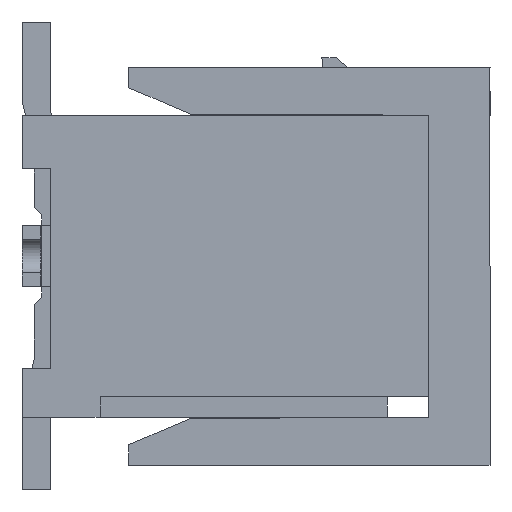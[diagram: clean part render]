
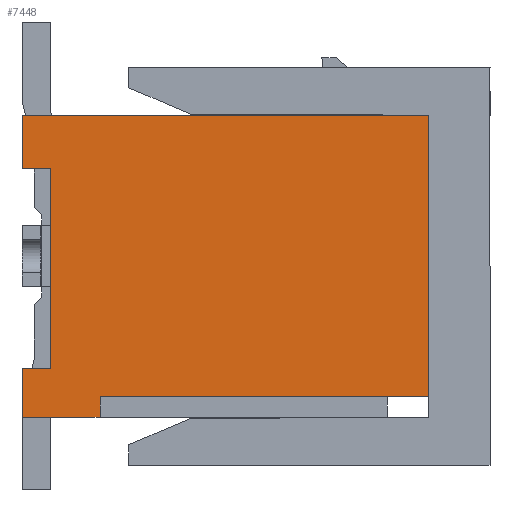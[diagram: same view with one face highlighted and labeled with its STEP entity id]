
A CAD part, left-side view. The second image highlights one B-rep face of the part: STEP entity #7448.
In plain terms, the highlighted planar face has unit normal (-1, 0, 0).
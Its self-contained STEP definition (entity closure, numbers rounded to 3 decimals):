
#873=ORIENTED_EDGE('',*,*,#2860,.F.);
#874=ORIENTED_EDGE('',*,*,#2858,.F.);
#875=ORIENTED_EDGE('',*,*,#2954,.F.);
#876=ORIENTED_EDGE('',*,*,#2955,.F.);
#877=ORIENTED_EDGE('',*,*,#2943,.T.);
#878=ORIENTED_EDGE('',*,*,#2452,.T.);
#879=ORIENTED_EDGE('',*,*,#2956,.T.);
#880=ORIENTED_EDGE('',*,*,#2818,.F.);
#881=ORIENTED_EDGE('',*,*,#2822,.F.);
#882=ORIENTED_EDGE('',*,*,#2759,.F.);
#2452=EDGE_CURVE('',#3542,#3541,#4265,.T.);
#2759=EDGE_CURVE('',#3818,#3819,#4552,.T.);
#2818=EDGE_CURVE('',#3872,#3873,#4611,.T.);
#2822=EDGE_CURVE('',#3819,#3872,#4615,.T.);
#2858=EDGE_CURVE('',#3896,#3890,#4651,.T.);
#2860=EDGE_CURVE('',#3890,#3818,#4652,.T.);
#2943=EDGE_CURVE('',#3957,#3542,#4735,.T.);
#2954=EDGE_CURVE('',#3962,#3896,#4746,.T.);
#2955=EDGE_CURVE('',#3957,#3962,#4747,.T.);
#2956=EDGE_CURVE('',#3541,#3873,#4748,.T.);
#3541=VERTEX_POINT('',#10348);
#3542=VERTEX_POINT('',#10350);
#3818=VERTEX_POINT('',#10978);
#3819=VERTEX_POINT('',#10980);
#3872=VERTEX_POINT('',#11098);
#3873=VERTEX_POINT('',#11100);
#3890=VERTEX_POINT('',#11156);
#3896=VERTEX_POINT('',#11168);
#3957=VERTEX_POINT('',#11323);
#3962=VERTEX_POINT('',#11341);
#4265=LINE('',#10349,#5298);
#4552=LINE('',#10979,#5585);
#4611=LINE('',#11099,#5644);
#4615=LINE('',#11106,#5648);
#4651=LINE('',#11169,#5684);
#4652=LINE('',#11172,#5685);
#4735=LINE('',#11322,#5768);
#4746=LINE('',#11342,#5779);
#4747=LINE('',#11344,#5780);
#4748=LINE('',#11345,#5781);
#5298=VECTOR('',#8350,1000.);
#5585=VECTOR('',#8769,1000.);
#5644=VECTOR('',#8842,1000.);
#5648=VECTOR('',#8848,1000.);
#5684=VECTOR('',#8894,1000.);
#5685=VECTOR('',#8899,1000.);
#5768=VECTOR('',#8996,1000.);
#5779=VECTOR('',#9013,1000.);
#5780=VECTOR('',#9016,1000.);
#5781=VECTOR('',#9017,1000.);
#6343=EDGE_LOOP('',(#873,#874,#875,#876,#877,#878,#879,#880,#881,#882));
#6740=FACE_BOUND('',#6343,.T.);
#7109=PLANE('',#7886);
#7448=ADVANCED_FACE('',(#6740),#7109,.T.);
#7886=AXIS2_PLACEMENT_3D('',#11343,#9014,#9015);
#8350=DIRECTION('',(0.,0.,1.));
#8769=DIRECTION('',(0.,0.,1.));
#8842=DIRECTION('',(0.,0.,1.));
#8848=DIRECTION('',(0.,1.,0.));
#8894=DIRECTION('',(0.,0.,1.));
#8899=DIRECTION('',(0.,-1.,0.));
#8996=DIRECTION('',(0.,-1.,0.));
#9013=DIRECTION('',(0.,1.,0.));
#9014=DIRECTION('',(-1.,0.,0.));
#9015=DIRECTION('',(0.,0.,1.));
#9016=DIRECTION('',(0.,0.,-1.));
#9017=DIRECTION('',(0.,1.,0.));
#10348=CARTESIAN_POINT('',(-10.85,-4.95,3.68));
#10349=CARTESIAN_POINT('',(-10.85,-4.95,-3.68));
#10350=CARTESIAN_POINT('',(-10.85,-4.95,-3.18));
#10978=CARTESIAN_POINT('',(-10.85,4.25,-2.48));
#10979=CARTESIAN_POINT('',(-10.85,4.25,-2.48));
#10980=CARTESIAN_POINT('',(-10.85,4.25,2.37));
#11098=CARTESIAN_POINT('',(-10.85,4.95,2.37));
#11099=CARTESIAN_POINT('',(-10.85,4.95,-3.68));
#11100=CARTESIAN_POINT('',(-10.85,4.95,3.68));
#11106=CARTESIAN_POINT('',(-10.85,4.25,2.37));
#11156=CARTESIAN_POINT('',(-10.85,4.95,-2.48));
#11168=CARTESIAN_POINT('',(-10.85,4.95,-3.68));
#11169=CARTESIAN_POINT('',(-10.85,4.95,-3.68));
#11172=CARTESIAN_POINT('',(-10.85,4.95,-2.48));
#11322=CARTESIAN_POINT('',(-10.85,-4.95,-3.18));
#11323=CARTESIAN_POINT('',(-10.85,3.05,-3.18));
#11341=CARTESIAN_POINT('',(-10.85,3.05,-3.68));
#11342=CARTESIAN_POINT('',(-10.85,-4.95,-3.68));
#11343=CARTESIAN_POINT('',(-10.85,-4.95,-3.68));
#11344=CARTESIAN_POINT('',(-10.85,3.05,-3.18));
#11345=CARTESIAN_POINT('',(-10.85,-4.95,3.68));
